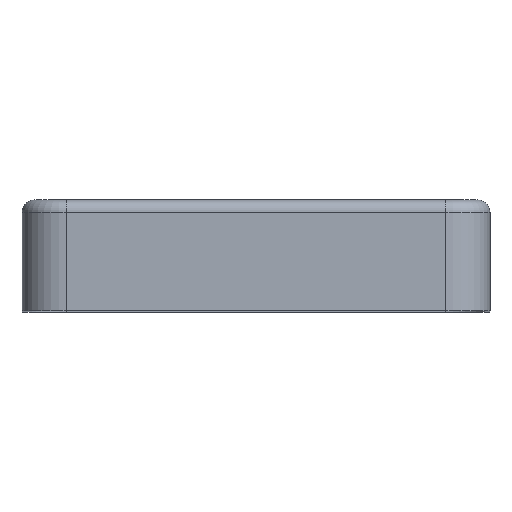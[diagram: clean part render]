
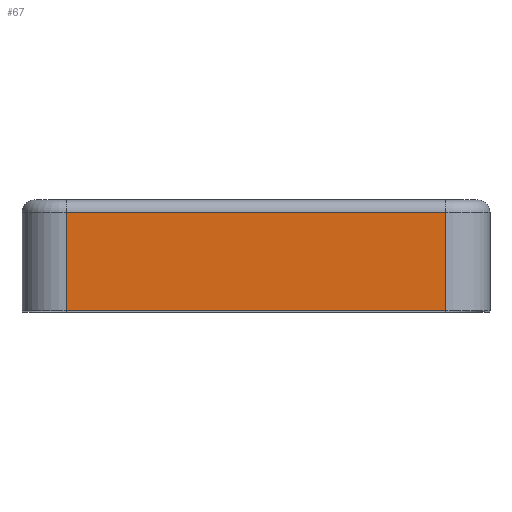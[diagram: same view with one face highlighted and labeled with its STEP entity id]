
A CAD part, top view. The second image highlights one B-rep face of the part: STEP entity #67.
In plain terms, the highlighted planar face has unit normal (0, 0, 1).
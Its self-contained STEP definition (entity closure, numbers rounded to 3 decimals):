
#9 = LINE ( 'NONE', #637, #551 ) ;
#11 = DIRECTION ( 'NONE',  ( 0., -1., 0. ) ) ;
#24 = VECTOR ( 'NONE', #2013, 1000. ) ;
#67 = ADVANCED_FACE ( 'NONE', ( #410 ), #843, .T. ) ;
#83 = CARTESIAN_POINT ( 'NONE',  ( 12., -0.78, 27.3 ) ) ;
#122 = AXIS2_PLACEMENT_3D ( 'NONE', #2658, #2702, #492 ) ;
#150 = EDGE_CURVE ( 'NONE', #803, #1541, #1343, .T. ) ;
#212 = EDGE_LOOP ( 'NONE', ( #2705, #1108, #1771, #1184 ) ) ;
#390 = LINE ( 'NONE', #1291, #2399 ) ;
#410 = FACE_OUTER_BOUND ( 'NONE', #212, .T. ) ;
#492 = DIRECTION ( 'NONE',  ( 1., 0., 0. ) ) ;
#551 = VECTOR ( 'NONE', #1496, 1000. ) ;
#560 = CARTESIAN_POINT ( 'NONE',  ( -12., -7., 27.3 ) ) ;
#631 = EDGE_CURVE ( 'NONE', #2561, #2028, #390, .T. ) ;
#637 = CARTESIAN_POINT ( 'NONE',  ( -12., -7., 27.3 ) ) ;
#695 = CARTESIAN_POINT ( 'NONE',  ( 12., -7., 27.3 ) ) ;
#711 = DIRECTION ( 'NONE',  ( 0., -1., 0. ) ) ;
#803 = VERTEX_POINT ( 'NONE', #83 ) ;
#843 = PLANE ( 'NONE',  #122 ) ;
#874 = CARTESIAN_POINT ( 'NONE',  ( -12., -0.78, 27.3 ) ) ;
#1053 = EDGE_CURVE ( 'NONE', #2028, #1541, #9, .T. ) ;
#1108 = ORIENTED_EDGE ( 'NONE', *, *, #150, .F. ) ;
#1124 = CARTESIAN_POINT ( 'NONE',  ( -12., -0.78, 27.3 ) ) ;
#1184 = ORIENTED_EDGE ( 'NONE', *, *, #631, .T. ) ;
#1291 = CARTESIAN_POINT ( 'NONE',  ( -12., -0.3, 27.3 ) ) ;
#1343 = LINE ( 'NONE', #2230, #2325 ) ;
#1412 = LINE ( 'NONE', #1124, #24 ) ;
#1496 = DIRECTION ( 'NONE',  ( 1., 0., 0. ) ) ;
#1541 = VERTEX_POINT ( 'NONE', #695 ) ;
#1588 = EDGE_CURVE ( 'NONE', #2561, #803, #1412, .T. ) ;
#1771 = ORIENTED_EDGE ( 'NONE', *, *, #1588, .F. ) ;
#2013 = DIRECTION ( 'NONE',  ( 1., 0., 0. ) ) ;
#2028 = VERTEX_POINT ( 'NONE', #560 ) ;
#2230 = CARTESIAN_POINT ( 'NONE',  ( 12., -0.3, 27.3 ) ) ;
#2325 = VECTOR ( 'NONE', #711, 1000. ) ;
#2399 = VECTOR ( 'NONE', #11, 1000. ) ;
#2561 = VERTEX_POINT ( 'NONE', #874 ) ;
#2658 = CARTESIAN_POINT ( 'NONE',  ( -12., -0.3, 27.3 ) ) ;
#2702 = DIRECTION ( 'NONE',  ( 0., 0., 1. ) ) ;
#2705 = ORIENTED_EDGE ( 'NONE', *, *, #1053, .T. ) ;
